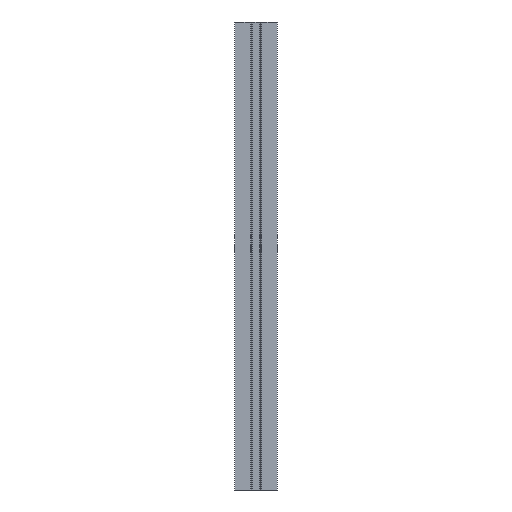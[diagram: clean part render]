
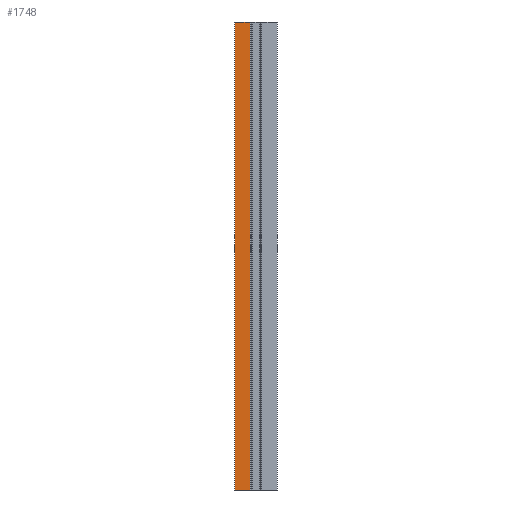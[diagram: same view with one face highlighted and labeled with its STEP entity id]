
A CAD part, left-side view. The second image highlights one B-rep face of the part: STEP entity #1748.
In plain terms, the highlighted planar face has unit normal (-1, 0, 0).
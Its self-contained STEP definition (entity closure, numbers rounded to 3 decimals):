
#63=FACE_OUTER_BOUND('',#159,.T.);
#159=EDGE_LOOP('',(#1248,#1249,#1250,#1251));
#328=LINE('',#2546,#521);
#380=LINE('',#2725,#573);
#381=LINE('',#2726,#574);
#382=LINE('',#2727,#575);
#521=VECTOR('',#2021,10.);
#573=VECTOR('',#2149,10.);
#574=VECTOR('',#2150,10.);
#575=VECTOR('',#2151,10.);
#714=VERTEX_POINT('',#2544);
#715=VERTEX_POINT('',#2545);
#803=VERTEX_POINT('',#2723);
#804=VERTEX_POINT('',#2724);
#892=EDGE_CURVE('',#714,#715,#328,.T.);
#981=EDGE_CURVE('',#803,#804,#380,.T.);
#982=EDGE_CURVE('',#715,#803,#381,.T.);
#983=EDGE_CURVE('',#804,#714,#382,.T.);
#1248=ORIENTED_EDGE('',*,*,#981,.F.);
#1249=ORIENTED_EDGE('',*,*,#982,.F.);
#1250=ORIENTED_EDGE('',*,*,#892,.F.);
#1251=ORIENTED_EDGE('',*,*,#983,.F.);
#1694=PLANE('',#1890);
#1748=ADVANCED_FACE('',(#63),#1694,.T.);
#1890=AXIS2_PLACEMENT_3D('',#2722,#2147,#2148);
#2021=DIRECTION('',(0.,-1.,0.));
#2147=DIRECTION('center_axis',(-1.,0.,0.));
#2148=DIRECTION('ref_axis',(0.,-1.,0.));
#2149=DIRECTION('',(0.,1.,0.));
#2150=DIRECTION('',(0.,0.,-1.));
#2151=DIRECTION('',(0.,0.,1.));
#2544=CARTESIAN_POINT('',(-10.,10.,220.));
#2545=CARTESIAN_POINT('',(-10.,2.75,220.));
#2546=CARTESIAN_POINT('',(-10.,5.,220.));
#2722=CARTESIAN_POINT('Origin',(-10.,10.,0.));
#2723=CARTESIAN_POINT('',(-10.,2.75,0.));
#2724=CARTESIAN_POINT('',(-10.,10.,0.));
#2725=CARTESIAN_POINT('',(-10.,-10.,0.));
#2726=CARTESIAN_POINT('',(-10.,2.75,0.));
#2727=CARTESIAN_POINT('',(-10.,10.,100.));
